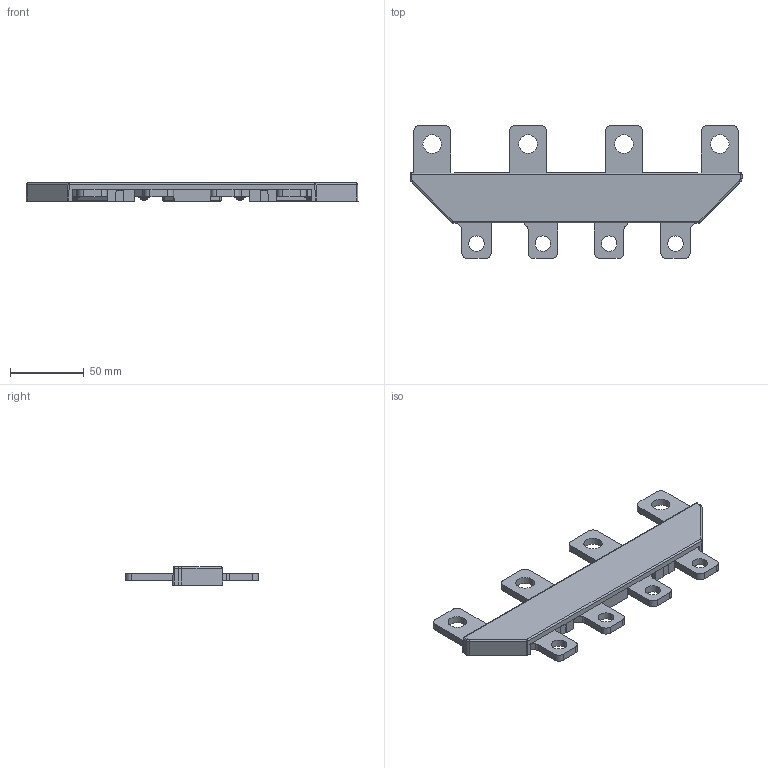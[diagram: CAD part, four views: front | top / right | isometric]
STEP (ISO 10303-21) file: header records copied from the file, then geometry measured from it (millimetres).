
FILE_DESCRIPTION(/* description */ (''),/* implementation_level */ '2;1');
FILE_NAME(/* name */ 'FILE_STP_CAD_DRAWING_3d_BFX3684_prt.stp',/* time_stamp */ '2023-03-03T13:28:10+01:00',/* author */ (''),/* organization */ (''),/* preprocessor_version */ 'ST-DEVELOPER v16.7',/* originating_system */ 'SIEMENS PLM Software NX 12.0',/* authorisation */ '');
FILE_SCHEMA (('AUTOMOTIVE_DESIGN { 1 0 10303 214 3 1 1 1 }'));
Length unit declared in the file: millimetre
Products named in the file (1): 3d_BFX3684
Bounding box: 225 x 90 x 12.5 mm (x, y, z)
Surface area: 46720.6 mm2 (no closed solid volume)
Topology: 0 solids, 17 shells, 678 faces, 1855 edges, 1192 vertices
Faces by surface type: plane 264, cylinder 202, bspline 146, cone 30, torus 24, sphere 12
Full cylindrical faces by diameter (mm): 3.1 x4, 3.2 x4, 7 x4, 10.5 x4, 12.5 x4
Entity records: 32781 total; most frequent: CARTESIAN_POINT 16936, ORIENTED_EDGE 3512, DIRECTION 2911, EDGE_CURVE 1815, VERTEX_POINT 1188, AXIS2_PLACEMENT_3D 1063, LINE 785, VECTOR 785
